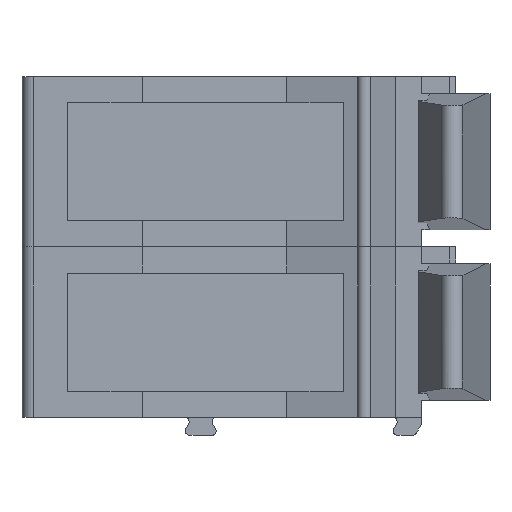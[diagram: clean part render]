
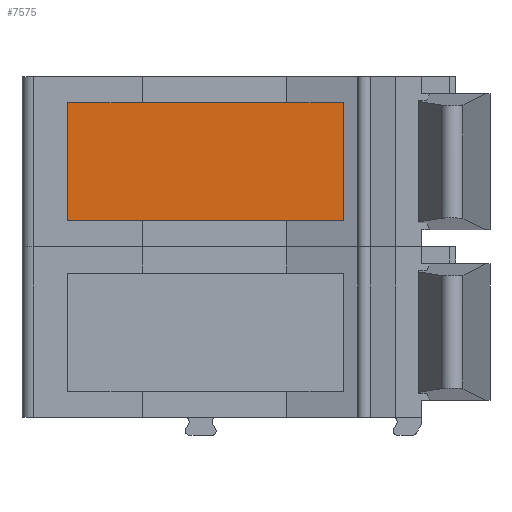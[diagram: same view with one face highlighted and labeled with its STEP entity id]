
A CAD part, front view. The second image highlights one B-rep face of the part: STEP entity #7575.
In plain terms, the highlighted planar face has unit normal (0, -1, 0).
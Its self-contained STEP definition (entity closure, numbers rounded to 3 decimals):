
#7080 = PLANE('',#7081);
#7081 = AXIS2_PLACEMENT_3D('',#7082,#7083,#7084);
#7082 = CARTESIAN_POINT('',(-15.2,-19.08,8.65));
#7083 = DIRECTION('',(0.,0.,-1.));
#7084 = DIRECTION('',(1.,0.,0.));
#7108 = PLANE('',#7109);
#7109 = AXIS2_PLACEMENT_3D('',#7110,#7111,#7112);
#7110 = CARTESIAN_POINT('',(-3.05,-19.08,8.65));
#7111 = DIRECTION('',(1.,0.,0.));
#7112 = DIRECTION('',(0.,0.,1.));
#7136 = PLANE('',#7137);
#7137 = AXIS2_PLACEMENT_3D('',#7138,#7139,#7140);
#7138 = CARTESIAN_POINT('',(-3.05,-19.08,13.85));
#7139 = DIRECTION('',(0.,0.,1.));
#7140 = DIRECTION('',(-1.,0.,0.));
#7222 = VERTEX_POINT('',#7223);
#7223 = CARTESIAN_POINT('',(-15.2,-9.08,8.65));
#7237 = PLANE('',#7238);
#7238 = AXIS2_PLACEMENT_3D('',#7239,#7240,#7241);
#7239 = CARTESIAN_POINT('',(-15.2,-19.08,13.85));
#7240 = DIRECTION('',(-1.,0.,0.));
#7241 = DIRECTION('',(0.,0.,-1.));
#7249 = EDGE_CURVE('',#7222,#7250,#7252,.T.);
#7250 = VERTEX_POINT('',#7251);
#7251 = CARTESIAN_POINT('',(-3.05,-9.08,8.65));
#7252 = SURFACE_CURVE('',#7253,(#7257,#7264),.PCURVE_S1.);
#7253 = LINE('',#7254,#7255);
#7254 = CARTESIAN_POINT('',(-15.2,-9.08,8.65));
#7255 = VECTOR('',#7256,1.);
#7256 = DIRECTION('',(1.,0.,0.));
#7257 = PCURVE('',#7080,#7258);
#7258 = DEFINITIONAL_REPRESENTATION('',(#7259),#7263);
#7259 = LINE('',#7260,#7261);
#7260 = CARTESIAN_POINT('',(0.,-10.));
#7261 = VECTOR('',#7262,1.);
#7262 = DIRECTION('',(1.,0.));
#7263 = ( GEOMETRIC_REPRESENTATION_CONTEXT(2) 
PARAMETRIC_REPRESENTATION_CONTEXT() REPRESENTATION_CONTEXT('2D SPACE',''
  ) );
#7264 = PCURVE('',#7265,#7270);
#7265 = PLANE('',#7266);
#7266 = AXIS2_PLACEMENT_3D('',#7267,#7268,#7269);
#7267 = CARTESIAN_POINT('',(-1.1,-9.08,7.5));
#7268 = DIRECTION('',(0.,-1.,0.));
#7269 = DIRECTION('',(1.,0.,0.));
#7270 = DEFINITIONAL_REPRESENTATION('',(#7271),#7275);
#7271 = LINE('',#7272,#7273);
#7272 = CARTESIAN_POINT('',(-14.1,1.15));
#7273 = VECTOR('',#7274,1.);
#7274 = DIRECTION('',(1.,0.));
#7275 = ( GEOMETRIC_REPRESENTATION_CONTEXT(2) 
PARAMETRIC_REPRESENTATION_CONTEXT() REPRESENTATION_CONTEXT('2D SPACE',''
  ) );
#7483 = VERTEX_POINT('',#7484);
#7484 = CARTESIAN_POINT('',(-3.05,-9.08,13.85));
#7505 = EDGE_CURVE('',#7483,#7506,#7508,.T.);
#7506 = VERTEX_POINT('',#7507);
#7507 = CARTESIAN_POINT('',(-15.2,-9.08,13.85));
#7508 = SURFACE_CURVE('',#7509,(#7513,#7520),.PCURVE_S1.);
#7509 = LINE('',#7510,#7511);
#7510 = CARTESIAN_POINT('',(-3.05,-9.08,13.85));
#7511 = VECTOR('',#7512,1.);
#7512 = DIRECTION('',(-1.,0.,0.));
#7513 = PCURVE('',#7136,#7514);
#7514 = DEFINITIONAL_REPRESENTATION('',(#7515),#7519);
#7515 = LINE('',#7516,#7517);
#7516 = CARTESIAN_POINT('',(0.,-10.));
#7517 = VECTOR('',#7518,1.);
#7518 = DIRECTION('',(1.,0.));
#7519 = ( GEOMETRIC_REPRESENTATION_CONTEXT(2) 
PARAMETRIC_REPRESENTATION_CONTEXT() REPRESENTATION_CONTEXT('2D SPACE',''
  ) );
#7520 = PCURVE('',#7265,#7521);
#7521 = DEFINITIONAL_REPRESENTATION('',(#7522),#7526);
#7522 = LINE('',#7523,#7524);
#7523 = CARTESIAN_POINT('',(-1.95,6.35));
#7524 = VECTOR('',#7525,1.);
#7525 = DIRECTION('',(-1.,0.));
#7526 = ( GEOMETRIC_REPRESENTATION_CONTEXT(2) 
PARAMETRIC_REPRESENTATION_CONTEXT() REPRESENTATION_CONTEXT('2D SPACE',''
  ) );
#7554 = EDGE_CURVE('',#7250,#7483,#7555,.T.);
#7555 = SURFACE_CURVE('',#7556,(#7560,#7567),.PCURVE_S1.);
#7556 = LINE('',#7557,#7558);
#7557 = CARTESIAN_POINT('',(-3.05,-9.08,8.65));
#7558 = VECTOR('',#7559,1.);
#7559 = DIRECTION('',(0.,0.,1.));
#7560 = PCURVE('',#7108,#7561);
#7561 = DEFINITIONAL_REPRESENTATION('',(#7562),#7566);
#7562 = LINE('',#7563,#7564);
#7563 = CARTESIAN_POINT('',(0.,-10.));
#7564 = VECTOR('',#7565,1.);
#7565 = DIRECTION('',(1.,0.));
#7566 = ( GEOMETRIC_REPRESENTATION_CONTEXT(2) 
PARAMETRIC_REPRESENTATION_CONTEXT() REPRESENTATION_CONTEXT('2D SPACE',''
  ) );
#7567 = PCURVE('',#7265,#7568);
#7568 = DEFINITIONAL_REPRESENTATION('',(#7569),#7573);
#7569 = LINE('',#7570,#7571);
#7570 = CARTESIAN_POINT('',(-1.95,1.15));
#7571 = VECTOR('',#7572,1.);
#7572 = DIRECTION('',(0.,1.));
#7573 = ( GEOMETRIC_REPRESENTATION_CONTEXT(2) 
PARAMETRIC_REPRESENTATION_CONTEXT() REPRESENTATION_CONTEXT('2D SPACE',''
  ) );
#7575 = ADVANCED_FACE('',(#7576),#7265,.T.);
#7576 = FACE_BOUND('',#7577,.F.);
#7577 = EDGE_LOOP('',(#7578,#7599,#7600,#7601));
#7578 = ORIENTED_EDGE('',*,*,#7579,.F.);
#7579 = EDGE_CURVE('',#7506,#7222,#7580,.T.);
#7580 = SURFACE_CURVE('',#7581,(#7585,#7592),.PCURVE_S1.);
#7581 = LINE('',#7582,#7583);
#7582 = CARTESIAN_POINT('',(-15.2,-9.08,13.85));
#7583 = VECTOR('',#7584,1.);
#7584 = DIRECTION('',(0.,0.,-1.));
#7585 = PCURVE('',#7265,#7586);
#7586 = DEFINITIONAL_REPRESENTATION('',(#7587),#7591);
#7587 = LINE('',#7588,#7589);
#7588 = CARTESIAN_POINT('',(-14.1,6.35));
#7589 = VECTOR('',#7590,1.);
#7590 = DIRECTION('',(0.,-1.));
#7591 = ( GEOMETRIC_REPRESENTATION_CONTEXT(2) 
PARAMETRIC_REPRESENTATION_CONTEXT() REPRESENTATION_CONTEXT('2D SPACE',''
  ) );
#7592 = PCURVE('',#7237,#7593);
#7593 = DEFINITIONAL_REPRESENTATION('',(#7594),#7598);
#7594 = LINE('',#7595,#7596);
#7595 = CARTESIAN_POINT('',(0.,-10.));
#7596 = VECTOR('',#7597,1.);
#7597 = DIRECTION('',(1.,0.));
#7598 = ( GEOMETRIC_REPRESENTATION_CONTEXT(2) 
PARAMETRIC_REPRESENTATION_CONTEXT() REPRESENTATION_CONTEXT('2D SPACE',''
  ) );
#7599 = ORIENTED_EDGE('',*,*,#7505,.F.);
#7600 = ORIENTED_EDGE('',*,*,#7554,.F.);
#7601 = ORIENTED_EDGE('',*,*,#7249,.F.);
